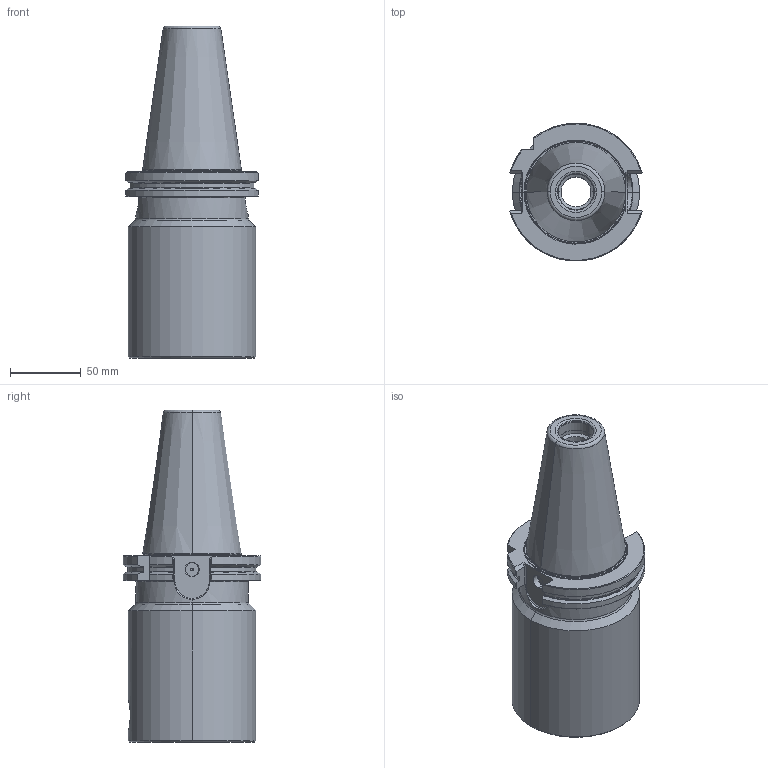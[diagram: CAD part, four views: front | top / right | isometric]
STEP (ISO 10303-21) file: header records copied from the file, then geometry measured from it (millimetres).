
FILE_DESCRIPTION(('no description'),'unknown implementation level');
FILE_NAME('8EDD0125-6B1F-45FC-9561-13DE4E265E34_export.stp',' ',('CIMSOURCE GmbH'),('CADClick - KiM GmbH - www.kimweb.de'),'unknown preprocess','ACIS','unknown authorization');
FILE_SCHEMA(('automotive_design'));
Length unit declared in the file: millimetre
Products named in the file (2): 323.862 Kaiser SK50B_VDxCKS7x210B|690.437 Kaiser ETL M20 X 29 CK7;Schnitt-Linear austragen1; 323.862 Kaiser SK50B_VDxCKS7x210B|323.862 Kaiser SK50B_VDxCKS7x210B;Rotation1
Bounding box: 93.52 x 97.27 x 234.6 mm (x, y, z)
Volume: 878721.8 mm3; surface area: 94721.4 mm2
Topology: 2 solids, 2 shells, 216 faces, 523 edges, 317 vertices
Faces by surface type: plane 71, cone 62, cylinder 57, torus 26
Entity records: 12705 total; most frequent: CARTESIAN_POINT 1738, DIRECTION 1078, STYLED_ITEM 1054, PRESENTATION_STYLE_ASSIGNMENT 1054, COLOUR_RGB 1054, ORIENTED_EDGE 1038, EDGE_CURVE 519, CURVE_STYLE 519
